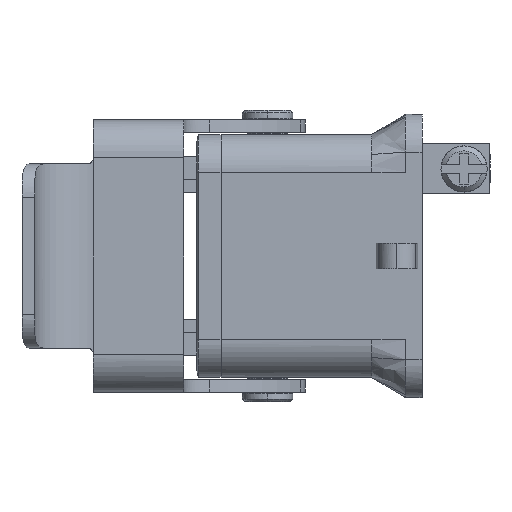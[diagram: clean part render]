
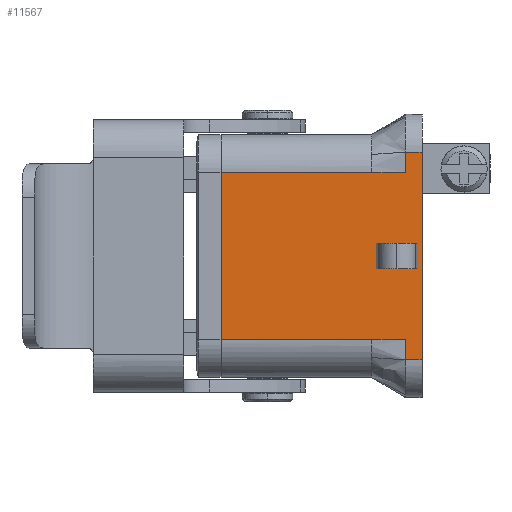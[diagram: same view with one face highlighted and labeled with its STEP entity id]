
A CAD part, left-side view. The second image highlights one B-rep face of the part: STEP entity #11567.
In plain terms, the highlighted planar face has unit normal (-1, 0, 0).
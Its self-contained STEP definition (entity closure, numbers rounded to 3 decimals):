
#1 = VECTOR ( 'NONE', #12245, 1000. ) ;
#2 = VECTOR ( 'NONE', #12248, 1000. ) ;
#4 = VECTOR ( 'NONE', #12254, 1000. ) ;
#6 = VECTOR ( 'NONE', #12260, 1000. ) ;
#9 = VECTOR ( 'NONE', #12269, 1000. ) ;
#11 = VECTOR ( 'NONE', #12317, 1000. ) ;
#12 = VECTOR ( 'NONE', #12320, 1000. ) ;
#238 = FACE_BOUND ( 'NONE', #3623, .T. ) ;
#244 = FACE_OUTER_BOUND ( 'NONE', #3624, .T. ) ;
#246 = AXIS2_PLACEMENT_3D ( 'NONE', #1437, #1438, #1439 ) ;
#1436 = PLANE ( 'NONE',  #246 ) ;
#1437 = CARTESIAN_POINT ( 'NONE',  ( -24.002, 12.4, 0. ) ) ;
#1438 = DIRECTION ( 'NONE',  ( 1., 0., 0. ) ) ;
#1439 = DIRECTION ( 'NONE',  ( 0., 0., -1. ) ) ;
#1551 = B_SPLINE_CURVE_WITH_KNOTS ( 'NONE', 3,
 ( #12242, #12270, #12271, #12272 ),
 .UNSPECIFIED., .F., .F.,
 ( 4, 4 ),
 ( 0., 1. ),
 .UNSPECIFIED. ) ;
#1553 = B_SPLINE_CURVE_WITH_KNOTS ( 'NONE', 3,
 ( #12277, #12281, #12282, #12283 ),
 .UNSPECIFIED., .F., .F.,
 ( 4, 4 ),
 ( 0., 1. ),
 .UNSPECIFIED. ) ;
#1555 = B_SPLINE_CURVE_WITH_KNOTS ( 'NONE', 3,
 ( #12314, #12321, #12322, #12323 ),
 .UNSPECIFIED., .F., .F.,
 ( 4, 4 ),
 ( 0., 1. ),
 .UNSPECIFIED. ) ;
#2185 = LINE ( 'NONE', #2186, #3198 ) ;
#2186 = CARTESIAN_POINT ( 'NONE',  ( -24.002, 12.4, -12.4 ) ) ;
#2187 = DIRECTION ( 'NONE',  ( 0., 1., 0. ) ) ;
#2191 = LINE ( 'NONE', #2192, #5410 ) ;
#2192 = CARTESIAN_POINT ( 'NONE',  ( -24.002, 0.4, 0. ) ) ;
#2193 = DIRECTION ( 'NONE',  ( 0., 0., 1. ) ) ;
#2865 = VECTOR ( 'NONE', #9281, 1000. ) ;
#2870 = VECTOR ( 'NONE', #9369, 1000. ) ;
#3198 = VECTOR ( 'NONE', #2187, 1000. ) ;
#3623 = EDGE_LOOP ( 'NONE', ( #4565, #4566, #4567, #4564 ) ) ;
#3624 = EDGE_LOOP ( 'NONE', ( #4569, #4570, #4571, #4568, #4572, #4573, #4574, #4576, #4577, #4575 ) ) ;
#4258 = VERTEX_POINT ( 'NONE', #6224 ) ;
#4260 = VERTEX_POINT ( 'NONE', #6226 ) ;
#4281 = VERTEX_POINT ( 'NONE', #6247 ) ;
#4287 = VERTEX_POINT ( 'NONE', #6253 ) ;
#4307 = VERTEX_POINT ( 'NONE', #6273 ) ;
#4564 = ORIENTED_EDGE ( 'NONE', *, *, #10591, .F. ) ;
#4565 = ORIENTED_EDGE ( 'NONE', *, *, #10592, .F. ) ;
#4566 = ORIENTED_EDGE ( 'NONE', *, *, #10594, .F. ) ;
#4567 = ORIENTED_EDGE ( 'NONE', *, *, #10596, .F. ) ;
#4568 = ORIENTED_EDGE ( 'NONE', *, *, #10606, .F. ) ;
#4569 = ORIENTED_EDGE ( 'NONE', *, *, #10299, .F. ) ;
#4570 = ORIENTED_EDGE ( 'NONE', *, *, #10603, .F. ) ;
#4571 = ORIENTED_EDGE ( 'NONE', *, *, #10605, .F. ) ;
#4572 = ORIENTED_EDGE ( 'NONE', *, *, #10607, .F. ) ;
#4573 = ORIENTED_EDGE ( 'NONE', *, *, #6849, .F. ) ;
#4574 = ORIENTED_EDGE ( 'NONE', *, *, #6851, .T. ) ;
#4575 = ORIENTED_EDGE ( 'NONE', *, *, #10599, .F. ) ;
#4576 = ORIENTED_EDGE ( 'NONE', *, *, #10291, .F. ) ;
#4577 = ORIENTED_EDGE ( 'NONE', *, *, #10600, .F. ) ;
#5169 = VERTEX_POINT ( 'NONE', #6314 ) ;
#5170 = VERTEX_POINT ( 'NONE', #6315 ) ;
#5171 = VERTEX_POINT ( 'NONE', #6316 ) ;
#5172 = VERTEX_POINT ( 'NONE', #6317 ) ;
#5173 = VERTEX_POINT ( 'NONE', #6318 ) ;
#5174 = VERTEX_POINT ( 'NONE', #6319 ) ;
#5175 = VERTEX_POINT ( 'NONE', #6320 ) ;
#5176 = VERTEX_POINT ( 'NONE', #6321 ) ;
#5179 = VERTEX_POINT ( 'NONE', #6324 ) ;
#5410 = VECTOR ( 'NONE', #2193, 1000. ) ;
#6224 = CARTESIAN_POINT ( 'NONE',  ( -24.002, 0.4, 12.4 ) ) ;
#6226 = CARTESIAN_POINT ( 'NONE',  ( -24.002, 6.4, 10. ) ) ;
#6247 = CARTESIAN_POINT ( 'NONE',  ( -24.002, 24.4, 10. ) ) ;
#6253 = CARTESIAN_POINT ( 'NONE',  ( -24.002, 2.4, 12.4 ) ) ;
#6273 = CARTESIAN_POINT ( 'NONE',  ( -24.002, 0.4, -12.4 ) ) ;
#6314 = CARTESIAN_POINT ( 'NONE',  ( -24.002, 0.9, 1.5 ) ) ;
#6315 = CARTESIAN_POINT ( 'NONE',  ( -24.002, 0.9, -1.5 ) ) ;
#6316 = CARTESIAN_POINT ( 'NONE',  ( -24.002, 5.9, 1.5 ) ) ;
#6317 = CARTESIAN_POINT ( 'NONE',  ( -24.002, 5.9, -1.5 ) ) ;
#6318 = CARTESIAN_POINT ( 'NONE',  ( -24.002, 2.4, 10. ) ) ;
#6319 = CARTESIAN_POINT ( 'NONE',  ( -24.002, 24.4, -10. ) ) ;
#6320 = CARTESIAN_POINT ( 'NONE',  ( -24.002, 2.4, -10. ) ) ;
#6321 = CARTESIAN_POINT ( 'NONE',  ( -24.002, 6.4, -10. ) ) ;
#6324 = CARTESIAN_POINT ( 'NONE',  ( -24.002, 2.4, -12.4 ) ) ;
#6849 = EDGE_CURVE ( 'NONE', #4307, #5179, #2185, .T. ) ;
#6851 = EDGE_CURVE ( 'NONE', #4307, #4258, #2191, .T. ) ;
#9279 = LINE ( 'NONE', #9280, #2865 ) ;
#9280 = CARTESIAN_POINT ( 'NONE',  ( -24.002, 1.4, 12.4 ) ) ;
#9281 = DIRECTION ( 'NONE',  ( 0., -1., 0. ) ) ;
#9367 = LINE ( 'NONE', #9368, #2870 ) ;
#9368 = CARTESIAN_POINT ( 'NONE',  ( -24.002, 12.4, 10. ) ) ;
#9369 = DIRECTION ( 'NONE',  ( 0., -1., 0. ) ) ;
#10291 = EDGE_CURVE ( 'NONE', #4287, #4258, #9279, .T. ) ;
#10299 = EDGE_CURVE ( 'NONE', #4281, #4260, #9367, .T. ) ;
#10591 = EDGE_CURVE ( 'NONE', #5169, #5171, #12243, .T. ) ;
#10592 = EDGE_CURVE ( 'NONE', #5170, #5169, #12246, .T. ) ;
#10594 = EDGE_CURVE ( 'NONE', #5172, #5170, #12252, .T. ) ;
#10596 = EDGE_CURVE ( 'NONE', #5171, #5172, #12258, .T. ) ;
#10599 = EDGE_CURVE ( 'NONE', #4260, #5173, #12267, .T. ) ;
#10600 = EDGE_CURVE ( 'NONE', #5173, #4287, #1551, .T. ) ;
#10603 = EDGE_CURVE ( 'NONE', #5174, #4281, #1553, .T. ) ;
#10605 = EDGE_CURVE ( 'NONE', #5176, #5174, #12315, .T. ) ;
#10606 = EDGE_CURVE ( 'NONE', #5175, #5176, #12318, .T. ) ;
#10607 = EDGE_CURVE ( 'NONE', #5179, #5175, #1555, .T. ) ;
#11567 = ADVANCED_FACE ( 'NONE', ( #238, #244 ), #1436, .F. ) ;
#12242 = CARTESIAN_POINT ( 'NONE',  ( -24.002, 2.4, 10. ) ) ;
#12243 = LINE ( 'NONE', #12244, #1 ) ;
#12244 = CARTESIAN_POINT ( 'NONE',  ( -24.002, 12.4, 1.5 ) ) ;
#12245 = DIRECTION ( 'NONE',  ( 0., 1., 0. ) ) ;
#12246 = LINE ( 'NONE', #12247, #2 ) ;
#12247 = CARTESIAN_POINT ( 'NONE',  ( -24.002, 0.9, 0. ) ) ;
#12248 = DIRECTION ( 'NONE',  ( 0., 0., 1. ) ) ;
#12252 = LINE ( 'NONE', #12253, #4 ) ;
#12253 = CARTESIAN_POINT ( 'NONE',  ( -24.002, 12.4, -1.5 ) ) ;
#12254 = DIRECTION ( 'NONE',  ( 0., -1., 0. ) ) ;
#12258 = LINE ( 'NONE', #12259, #6 ) ;
#12259 = CARTESIAN_POINT ( 'NONE',  ( -24.002, 5.9, 0. ) ) ;
#12260 = DIRECTION ( 'NONE',  ( 0., 0., -1. ) ) ;
#12267 = LINE ( 'NONE', #12268, #9 ) ;
#12268 = CARTESIAN_POINT ( 'NONE',  ( -24.002, 12.4, 10. ) ) ;
#12269 = DIRECTION ( 'NONE',  ( 0., -1., 0. ) ) ;
#12270 = CARTESIAN_POINT ( 'NONE',  ( -24.002, 2.4, 10.8 ) ) ;
#12271 = CARTESIAN_POINT ( 'NONE',  ( -24., 2.4, 11.603 ) ) ;
#12272 = CARTESIAN_POINT ( 'NONE',  ( -24.002, 2.4, 12.4 ) ) ;
#12277 = CARTESIAN_POINT ( 'NONE',  ( -24.002, 24.4, -10. ) ) ;
#12281 = CARTESIAN_POINT ( 'NONE',  ( -24.002, 24.4, -3.333 ) ) ;
#12282 = CARTESIAN_POINT ( 'NONE',  ( -24.002, 24.4, 3.334 ) ) ;
#12283 = CARTESIAN_POINT ( 'NONE',  ( -24.002, 24.4, 10. ) ) ;
#12314 = CARTESIAN_POINT ( 'NONE',  ( -24.002, 2.4, -12.4 ) ) ;
#12315 = LINE ( 'NONE', #12316, #11 ) ;
#12316 = CARTESIAN_POINT ( 'NONE',  ( -24.002, 12.4, -10. ) ) ;
#12317 = DIRECTION ( 'NONE',  ( 0., 1., 0. ) ) ;
#12318 = LINE ( 'NONE', #12319, #12 ) ;
#12319 = CARTESIAN_POINT ( 'NONE',  ( -24.002, 12.4, -10. ) ) ;
#12320 = DIRECTION ( 'NONE',  ( 0., 1., 0. ) ) ;
#12321 = CARTESIAN_POINT ( 'NONE',  ( -24., 2.4, -11.602 ) ) ;
#12322 = CARTESIAN_POINT ( 'NONE',  ( -24.002, 2.4, -10.8 ) ) ;
#12323 = CARTESIAN_POINT ( 'NONE',  ( -24.002, 2.4, -10. ) ) ;
